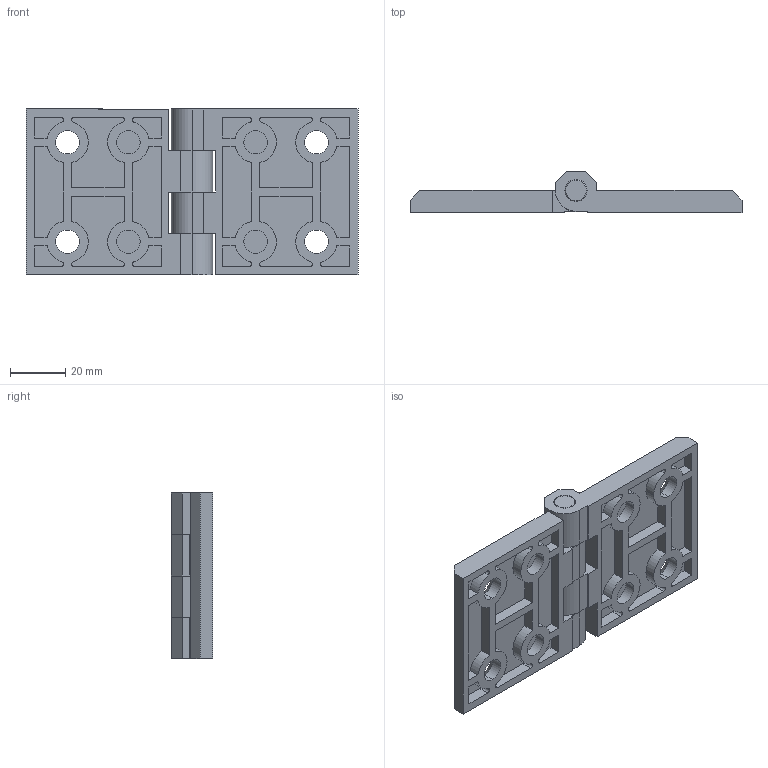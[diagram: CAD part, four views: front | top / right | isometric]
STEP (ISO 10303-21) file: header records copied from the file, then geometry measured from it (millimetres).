
FILE_DESCRIPTION (( 'STEP AP214' ), '1' );
FILE_NAME ('095028.STEP', '2014-06-17T14:51:36', ( 'Admin' ), ( 'Hewlett-Packard Company' ), 'SwSTEP 2.0', 'SolidWorks 2014', '' );
FILE_SCHEMA (( 'AUTOMOTIVE_DESIGN' ));
Length unit declared in the file: millimetre
Products named in the file (3): 095028; 095027_095027-z; achse_8-60
Assembly tree (3 placements, depth 2):
  095028
    095027_095027-z  x2
    achse_8-60
Bounding box: 120 x 15 x 60 mm (x, y, z)
Volume: 44663.7 mm3; surface area: 26822.8 mm2
Topology: 3 solids, 3 shells, 226 faces, 588 edges, 388 vertices
Faces by surface type: plane 128, cylinder 86, cone 12
Entity records: 3723 total; most frequent: DIRECTION 643, CARTESIAN_POINT 622, ORIENTED_EDGE 602, EDGE_CURVE 301, AXIS2_PLACEMENT_3D 219, VECTOR 205, LINE 205, VERTEX_POINT 198
